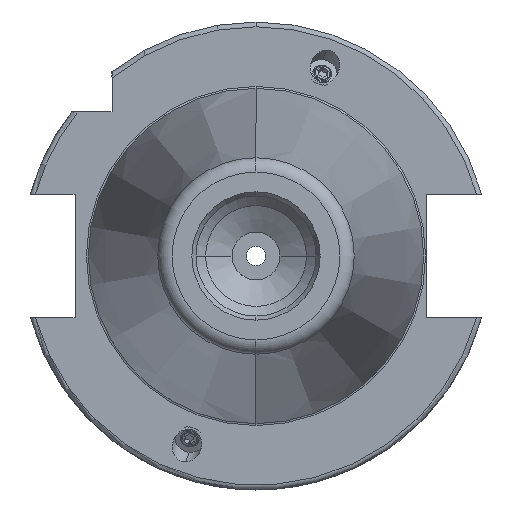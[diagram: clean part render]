
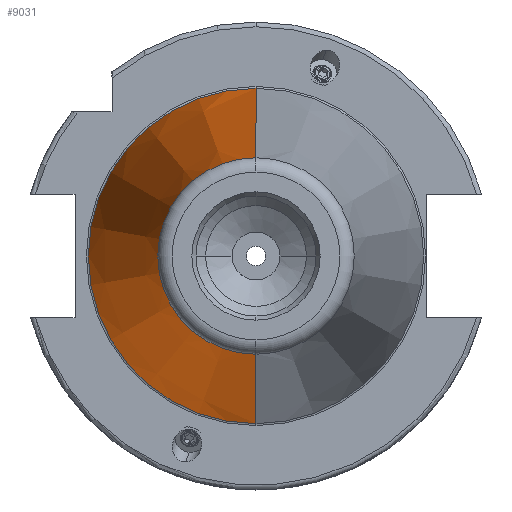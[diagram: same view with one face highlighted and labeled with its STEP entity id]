
A CAD part, left-side view. The second image highlights one B-rep face of the part: STEP entity #9031.
In plain terms, the highlighted conical face has half-angle 8.297 degrees and reference radius 34.925 mm.
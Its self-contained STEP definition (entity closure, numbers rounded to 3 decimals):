
#342 = DIRECTION ( 'NONE',  ( 1., 0., 0. ) ) ;
#509 = CARTESIAN_POINT ( 'NONE',  ( 0., 34.925, 0. ) ) ;
#805 = AXIS2_PLACEMENT_3D ( 'NONE', #4569, #342, #3694 ) ;
#1118 = CARTESIAN_POINT ( 'NONE',  ( 0., -34.925, 0. ) ) ;
#1389 = VECTOR ( 'NONE', #9474, 1000. ) ;
#2077 = DIRECTION ( 'NONE',  ( -1., 0., 0. ) ) ;
#2400 = VERTEX_POINT ( 'NONE', #7561 ) ;
#2497 = AXIS2_PLACEMENT_3D ( 'NONE', #5435, #2077, #6258 ) ;
#2666 = EDGE_CURVE ( 'NONE', #6379, #9102, #6982, .T. ) ;
#2697 = DIRECTION ( 'NONE',  ( 0., -1., 0. ) ) ;
#3196 = AXIS2_PLACEMENT_3D ( 'NONE', #8533, #10282, #2697 ) ;
#3583 = CARTESIAN_POINT ( 'NONE',  ( 0., 34.925, 0. ) ) ;
#3694 = DIRECTION ( 'NONE',  ( 0., 1., 0. ) ) ;
#3795 = FACE_OUTER_BOUND ( 'NONE', #7871, .T. ) ;
#3808 = VERTEX_POINT ( 'NONE', #1118 ) ;
#3980 = CARTESIAN_POINT ( 'NONE',  ( -99.183, 20.461, 0. ) ) ;
#4247 = CIRCLE ( 'NONE', #3196, 34.925 ) ;
#4569 = CARTESIAN_POINT ( 'NONE',  ( 0., 0., 0. ) ) ;
#4892 = ORIENTED_EDGE ( 'NONE', *, *, #6354, .T. ) ;
#5435 = CARTESIAN_POINT ( 'NONE',  ( -99.183, 0., 0. ) ) ;
#5492 = ORIENTED_EDGE ( 'NONE', *, *, #6897, .T. ) ;
#5583 = DIRECTION ( 'NONE',  ( 0.99, -0.144, 0. ) ) ;
#5821 = CIRCLE ( 'NONE', #2497, 20.461 ) ;
#6258 = DIRECTION ( 'NONE',  ( 0., -1., 0. ) ) ;
#6354 = EDGE_CURVE ( 'NONE', #2400, #3808, #8012, .T. ) ;
#6379 = VERTEX_POINT ( 'NONE', #3980 ) ;
#6897 = EDGE_CURVE ( 'NONE', #3808, #9102, #4247, .T. ) ;
#6982 = LINE ( 'NONE', #3583, #1389 ) ;
#7025 = EDGE_CURVE ( 'NONE', #2400, #6379, #5821, .T. ) ;
#7392 = VECTOR ( 'NONE', #5583, 1000. ) ;
#7561 = CARTESIAN_POINT ( 'NONE',  ( -99.183, -20.461, 0. ) ) ;
#7871 = EDGE_LOOP ( 'NONE', ( #9853, #4892, #5492, #7917 ) ) ;
#7917 = ORIENTED_EDGE ( 'NONE', *, *, #2666, .F. ) ;
#8012 = LINE ( 'NONE', #9881, #7392 ) ;
#8528 = CONICAL_SURFACE ( 'NONE', #805, 34.925, 0.145 ) ;
#8533 = CARTESIAN_POINT ( 'NONE',  ( 0., 0., 0. ) ) ;
#9031 = ADVANCED_FACE ( 'NONE', ( #3795 ), #8528, .T. ) ;
#9102 = VERTEX_POINT ( 'NONE', #509 ) ;
#9474 = DIRECTION ( 'NONE',  ( 0.99, 0.144, 0. ) ) ;
#9853 = ORIENTED_EDGE ( 'NONE', *, *, #7025, .F. ) ;
#9881 = CARTESIAN_POINT ( 'NONE',  ( 0., -34.925, 0. ) ) ;
#10282 = DIRECTION ( 'NONE',  ( -1., 0., 0. ) ) ;
